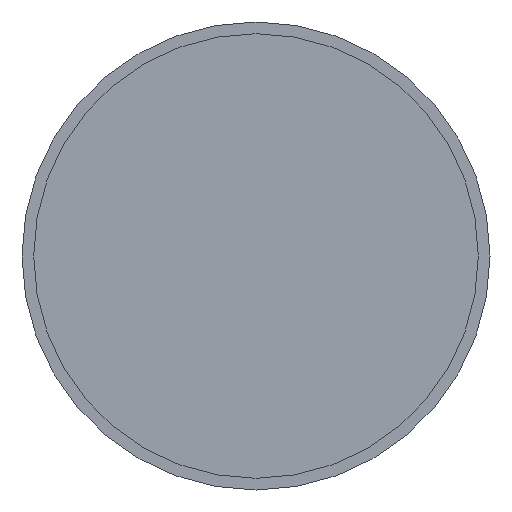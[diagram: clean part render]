
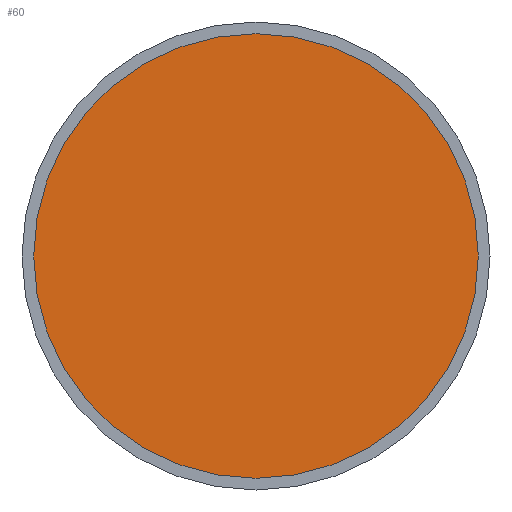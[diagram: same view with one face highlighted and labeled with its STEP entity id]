
A CAD part, front view. The second image highlights one B-rep face of the part: STEP entity #60.
In plain terms, the highlighted planar face has unit normal (0, -1, 0).
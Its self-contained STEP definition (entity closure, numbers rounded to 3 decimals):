
#60 = ADVANCED_FACE( '', ( #139 ), #140, .F. );
#139 = FACE_OUTER_BOUND( '', #245, .T. );
#140 = PLANE( '', #246 );
#245 = EDGE_LOOP( '', ( #398 ) );
#246 = AXIS2_PLACEMENT_3D( '', #399, #400, #401 );
#398 = ORIENTED_EDGE( '', *, *, #562, .T. );
#399 = CARTESIAN_POINT( '', ( 38., -3., 0. ) );
#400 = DIRECTION( '', ( 0., 1., 0. ) );
#401 = DIRECTION( '', ( 0., 0., 1. ) );
#562 = EDGE_CURVE( '', #635, #635, #636, .T. );
#635 = VERTEX_POINT( '', #737 );
#636 = CIRCLE( '', #738, 38. );
#737 = CARTESIAN_POINT( '', ( 0., -3., -38. ) );
#738 = AXIS2_PLACEMENT_3D( '', #862, #863, #864 );
#862 = CARTESIAN_POINT( '', ( 0., -3., 0. ) );
#863 = DIRECTION( '', ( 0., -1., 0. ) );
#864 = DIRECTION( '', ( 0., 0., -1. ) );
